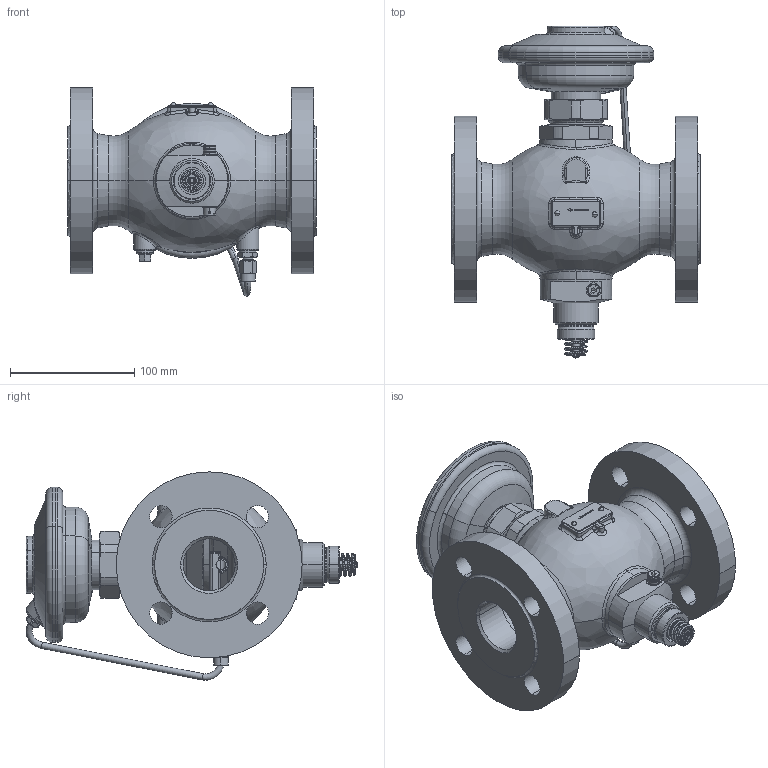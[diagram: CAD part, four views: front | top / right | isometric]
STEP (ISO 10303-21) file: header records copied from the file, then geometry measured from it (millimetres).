
FILE_DESCRIPTION((''),'2;1');
FILE_NAME('003H6757','2015-02-23T',('u317927'),('Danfoss'),'PRO/ENGINEER BY PARAMETRIC TECHNOLOGY CORPORATION, 2014000','PRO/ENGINEER BY PARAMETRIC TECHNOLOGY CORPORATION, 2014000','');
FILE_SCHEMA(('CONFIG_CONTROL_DESIGN'));
Products named in the file (1): 003H6757
Bounding box: 200 x 267.7 x 168.01 mm (x, y, z)
Volume: 1327078.8 mm3; surface area: 332485.8 mm2
Topology: 2 solids, 7 shells, 1468 faces, 3568 edges, 2188 vertices
Faces by surface type: cylinder 442, plane 431, cone 250, torus 217, bspline 119, sphere 9
Entity records: 52560 total; most frequent: CARTESIAN_POINT 18494, DIRECTION 7320, ORIENTED_EDGE 7118, EDGE_CURVE 3559, AXIS2_PLACEMENT_3D 3124, VERTEX_POINT 2188, CIRCLE 1774, EDGE_LOOP 1617
